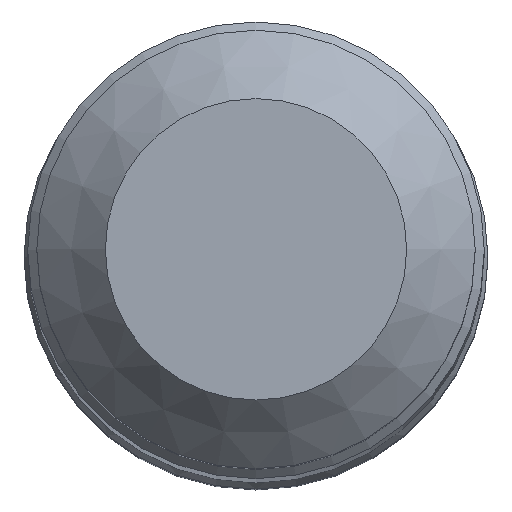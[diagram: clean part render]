
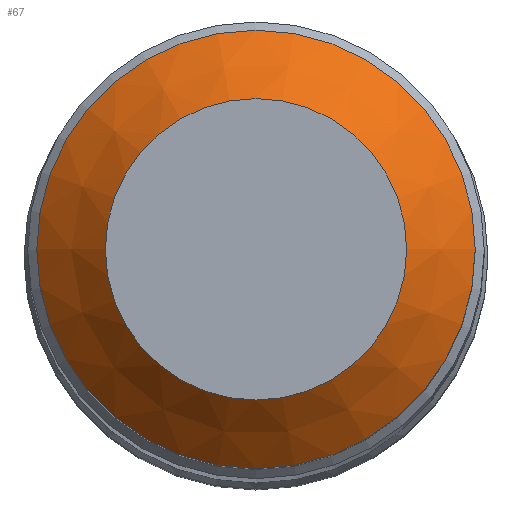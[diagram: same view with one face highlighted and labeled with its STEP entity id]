
A CAD part, top view. The second image highlights one B-rep face of the part: STEP entity #67.
In plain terms, the highlighted conical face has half-angle 45 degrees and reference radius 2.64 mm.
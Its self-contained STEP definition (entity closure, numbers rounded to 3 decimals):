
#54=CONICAL_SURFACE('',#287,2.64,45.);
#67=ADVANCED_FACE('',(#96,#97),#54,.T.);
#96=FACE_BOUND('',#127,.T.);
#97=FACE_BOUND('',#128,.T.);
#127=EDGE_LOOP('',(#159));
#128=EDGE_LOOP('',(#160));
#159=ORIENTED_EDGE('',*,*,#201,.F.);
#160=ORIENTED_EDGE('',*,*,#202,.T.);
#184=VERTEX_POINT('',#432);
#185=VERTEX_POINT('',#435);
#201=EDGE_CURVE('',#184,#184,#217,.T.);
#202=EDGE_CURVE('',#185,#185,#218,.T.);
#217=CIRCLE('',#284,2.64);
#218=CIRCLE('',#286,3.84);
#284=AXIS2_PLACEMENT_3D('',#431,#341,#342);
#286=AXIS2_PLACEMENT_3D('',#434,#345,#346);
#287=AXIS2_PLACEMENT_3D('',#436,#347,#348);
#341=DIRECTION('',(0.,0.,1.));
#342=DIRECTION('',(1.,0.,0.));
#345=DIRECTION('',(0.,0.,1.));
#346=DIRECTION('',(-1.,0.,0.));
#347=DIRECTION('',(0.,0.,-1.));
#348=DIRECTION('',(-1.,0.,0.));
#431=CARTESIAN_POINT('',(0.,0.,0.));
#432=CARTESIAN_POINT('',(2.64,0.,0.));
#434=CARTESIAN_POINT('',(0.,0.,-1.2));
#435=CARTESIAN_POINT('',(-3.84,0.,-1.2));
#436=CARTESIAN_POINT('',(0.,0.,0.));
